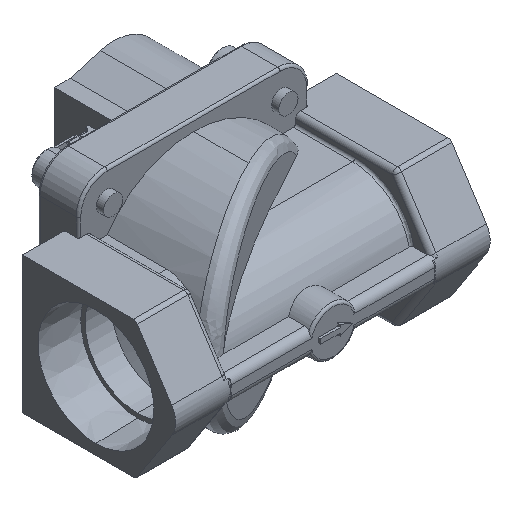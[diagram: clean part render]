
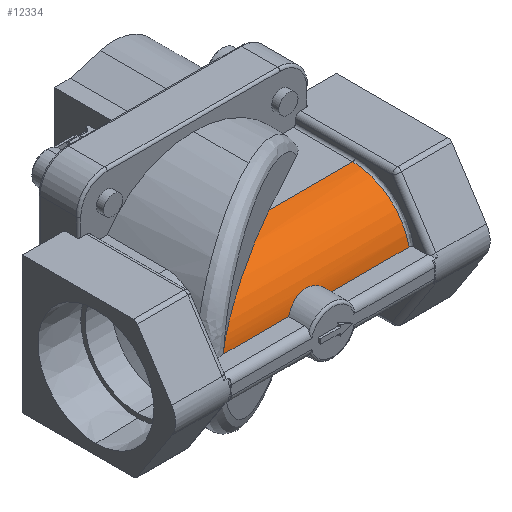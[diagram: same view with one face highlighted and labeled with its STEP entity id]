
A CAD part, isometric view. The second image highlights one B-rep face of the part: STEP entity #12334.
In plain terms, the highlighted cylindrical face has radius 24 mm (diameter 48 mm), a partial arc.
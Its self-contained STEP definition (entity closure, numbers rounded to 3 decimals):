
#133 = ORIENTED_EDGE ( 'NONE', *, *, #12171, .T. ) ;
#167 = EDGE_CURVE ( 'NONE', #6856, #13326, #5330, .T. ) ;
#471 = CARTESIAN_POINT ( 'NONE',  ( 3.461, -55.389, 9.384 ) ) ;
#710 = CARTESIAN_POINT ( 'NONE',  ( -8.66, -56.773, 5. ) ) ;
#995 = LINE ( 'NONE', #10756, #9361 ) ;
#1333 = CARTESIAN_POINT ( 'NONE',  ( -35.821, -56.656, 5.553 ) ) ;
#1353 = CARTESIAN_POINT ( 'NONE',  ( 6.782, -56.145, 7.361 ) ) ;
#1370 = VERTEX_POINT ( 'NONE', #10364 ) ;
#1472 = B_SPLINE_CURVE_WITH_KNOTS ( 'NONE', 3,
 ( #14793, #12314, #5358, #1353, #7742, #13663, #2726, #1660, #7589, #6542, #471, #10464, #1999, #9340, #15189, #15274, #7988, #10307, #3284, #6948, #6790, #11594, #10386, #4244, #1833, #11672, #4164, #9020, #9101, #15105, #12704, #710 ),
 .UNSPECIFIED., .F., .F.,
 ( 4, 2, 2, 2, 2, 2, 2, 2, 2, 2, 2, 2, 2, 2, 2, 4 ),
 ( 0., 0.003, 0.004, 0.005, 0.007, 0.007, 0.008, 0.009, 0.011, 0.013, 0.015, 0.016, 0.017, 0.018, 0.02, 0.021 ),
 .UNSPECIFIED. ) ;
#1660 = CARTESIAN_POINT ( 'NONE',  ( 4.663, -55.607, 8.857 ) ) ;
#1833 = CARTESIAN_POINT ( 'NONE',  ( -5.761, -55.863, 8.185 ) ) ;
#1999 = CARTESIAN_POINT ( 'NONE',  ( 2.835, -55.3, 9.592 ) ) ;
#2282 = CARTESIAN_POINT ( 'NONE',  ( 41.5, -33.3, 24. ) ) ;
#2359 = CARTESIAN_POINT ( 'NONE',  ( -8.66, -56.773, 5. ) ) ;
#2367 = CARTESIAN_POINT ( 'NONE',  ( -13.496, -44.413, 24. ) ) ;
#2726 = CARTESIAN_POINT ( 'NONE',  ( 5.409, -55.775, 8.422 ) ) ;
#3099 = DIRECTION ( 'NONE',  ( 1., 0., 0. ) ) ;
#3173 = CARTESIAN_POINT ( 'NONE',  ( -42.5, -56.773, 5. ) ) ;
#3263 = VERTEX_POINT ( 'NONE', #4264 ) ;
#3284 = CARTESIAN_POINT ( 'NONE',  ( -1.751, -55.171, 9.885 ) ) ;
#3670 = CARTESIAN_POINT ( 'NONE',  ( -36.091, -56.773, 5. ) ) ;
#4080 = DIRECTION ( 'NONE',  ( -1., 0., 0. ) ) ;
#4110 = DIRECTION ( 'NONE',  ( -1., 0., 0. ) ) ;
#4164 = CARTESIAN_POINT ( 'NONE',  ( -6.771, -56.142, 7.371 ) ) ;
#4244 = CARTESIAN_POINT ( 'NONE',  ( -5.396, -55.772, 8.43 ) ) ;
#4264 = CARTESIAN_POINT ( 'NONE',  ( 41.5, -56.773, 5. ) ) ;
#4796 = AXIS2_PLACEMENT_3D ( 'NONE', #7689, #10091, #10334 ) ;
#5275 = LINE ( 'NONE', #15026, #13714 ) ;
#5330 =( BOUNDED_CURVE ( )  B_SPLINE_CURVE ( 3, ( #5963, #2367, #9399, #15717 ),
 .UNSPECIFIED., .F., .F. ) 
 B_SPLINE_CURVE_WITH_KNOTS ( ( 4, 4 ),
 ( 4.712, 6.003 ),
 .UNSPECIFIED. ) 
 CURVE ( )  GEOMETRIC_REPRESENTATION_ITEM ( )  RATIONAL_B_SPLINE_CURVE ( ( 1., 0.866, 0.866, 1. ) ) 
 REPRESENTATION_ITEM ( '' )  );
#5358 = CARTESIAN_POINT ( 'NONE',  ( 7.696, -56.428, 6.444 ) ) ;
#5681 = VERTEX_POINT ( 'NONE', #2282 ) ;
#5963 = CARTESIAN_POINT ( 'NONE',  ( 6.747, -33.3, 24. ) ) ;
#6374 = ORIENTED_EDGE ( 'NONE', *, *, #13908, .F. ) ;
#6542 = CARTESIAN_POINT ( 'NONE',  ( 3.668, -55.423, 9.305 ) ) ;
#6660 = CARTESIAN_POINT ( 'NONE',  ( 42.5, -33.3, 0. ) ) ;
#6790 = CARTESIAN_POINT ( 'NONE',  ( -3.45, -55.385, 9.396 ) ) ;
#6856 = VERTEX_POINT ( 'NONE', #10888 ) ;
#6948 = CARTESIAN_POINT ( 'NONE',  ( -3.03, -55.323, 9.54 ) ) ;
#7530 = ORIENTED_EDGE ( 'NONE', *, *, #13299, .T. ) ;
#7589 = CARTESIAN_POINT ( 'NONE',  ( 4.275, -55.529, 9.051 ) ) ;
#7641 = CARTESIAN_POINT ( 'NONE',  ( -35.264, -56.364, 6.635 ) ) ;
#7689 = CARTESIAN_POINT ( 'NONE',  ( 41.5, -33.3, 0. ) ) ;
#7720 = ORIENTED_EDGE ( 'NONE', *, *, #167, .T. ) ;
#7742 = CARTESIAN_POINT ( 'NONE',  ( 6.454, -56.05, 7.651 ) ) ;
#7928 = ORIENTED_EDGE ( 'NONE', *, *, #11074, .T. ) ;
#7988 = CARTESIAN_POINT ( 'NONE',  ( 0.458, -55.118, 9.999 ) ) ;
#9020 = CARTESIAN_POINT ( 'NONE',  ( -7.38, -56.33, 6.762 ) ) ;
#9047 = CYLINDRICAL_SURFACE ( 'NONE', #14976, 24. ) ;
#9101 = CARTESIAN_POINT ( 'NONE',  ( -7.665, -56.424, 6.437 ) ) ;
#9316 = B_SPLINE_CURVE_WITH_KNOTS ( 'NONE', 3,
 ( #3670, #1333, #11247, #7641 ),
 .UNSPECIFIED., .F., .F.,
 ( 4, 4 ),
 ( 0., 0.002 ),
 .UNSPECIFIED. ) ;
#9340 = CARTESIAN_POINT ( 'NONE',  ( 2.202, -55.224, 9.764 ) ) ;
#9361 = VECTOR ( 'NONE', #15638, 1000. ) ;
#9399 = CARTESIAN_POINT ( 'NONE',  ( -29.667, -53.292, 17.316 ) ) ;
#10091 = DIRECTION ( 'NONE',  ( -1., 0., 0. ) ) ;
#10307 = CARTESIAN_POINT ( 'NONE',  ( -0.88, -55.117, 10.001 ) ) ;
#10334 = DIRECTION ( 'NONE',  ( 0., 0., 1. ) ) ;
#10364 = CARTESIAN_POINT ( 'NONE',  ( -36.091, -56.773, 5. ) ) ;
#10386 = CARTESIAN_POINT ( 'NONE',  ( -4.644, -55.603, 8.867 ) ) ;
#10464 = CARTESIAN_POINT ( 'NONE',  ( 3.045, -55.328, 9.528 ) ) ;
#10756 = CARTESIAN_POINT ( 'NONE',  ( 42.5, -56.773, 5. ) ) ;
#10826 = VERTEX_POINT ( 'NONE', #2359 ) ;
#10888 = CARTESIAN_POINT ( 'NONE',  ( 6.747, -33.3, 24. ) ) ;
#11074 = EDGE_CURVE ( 'NONE', #3263, #5681, #12700, .T. ) ;
#11122 = ORIENTED_EDGE ( 'NONE', *, *, #12778, .T. ) ;
#11247 = CARTESIAN_POINT ( 'NONE',  ( -35.545, -56.519, 6.098 ) ) ;
#11594 = CARTESIAN_POINT ( 'NONE',  ( -4.255, -55.525, 9.06 ) ) ;
#11672 = CARTESIAN_POINT ( 'NONE',  ( -6.448, -56.048, 7.656 ) ) ;
#11986 = EDGE_LOOP ( 'NONE', ( #7530, #6374, #133, #7928, #11122, #7720, #15381 ) ) ;
#12171 = EDGE_CURVE ( 'NONE', #13659, #3263, #995, .T. ) ;
#12314 = CARTESIAN_POINT ( 'NONE',  ( 8.221, -56.611, 5.761 ) ) ;
#12334 = ADVANCED_FACE ( 'NONE', ( #14101 ), #9047, .T. ) ;
#12700 = CIRCLE ( 'NONE', #4796, 24. ) ;
#12704 = CARTESIAN_POINT ( 'NONE',  ( -8.441, -56.692, 5.38 ) ) ;
#12778 = EDGE_CURVE ( 'NONE', #5681, #6856, #5275, .T. ) ;
#12897 = DIRECTION ( 'NONE',  ( 0., 0., 1. ) ) ;
#13077 = EDGE_CURVE ( 'NONE', #1370, #13326, #9316, .T. ) ;
#13211 = VECTOR ( 'NONE', #3099, 1000. ) ;
#13299 = EDGE_CURVE ( 'NONE', #1370, #10826, #14047, .T. ) ;
#13326 = VERTEX_POINT ( 'NONE', #15080 ) ;
#13659 = VERTEX_POINT ( 'NONE', #15463 ) ;
#13663 = CARTESIAN_POINT ( 'NONE',  ( 5.767, -55.864, 8.181 ) ) ;
#13714 = VECTOR ( 'NONE', #4080, 1000. ) ;
#13908 = EDGE_CURVE ( 'NONE', #13659, #10826, #1472, .T. ) ;
#14047 = LINE ( 'NONE', #3173, #13211 ) ;
#14101 = FACE_OUTER_BOUND ( 'NONE', #11986, .T. ) ;
#14793 = CARTESIAN_POINT ( 'NONE',  ( 8.66, -56.773, 5. ) ) ;
#14976 = AXIS2_PLACEMENT_3D ( 'NONE', #6660, #4110, #12897 ) ;
#15026 = CARTESIAN_POINT ( 'NONE',  ( 42.5, -33.3, 24. ) ) ;
#15080 = CARTESIAN_POINT ( 'NONE',  ( -35.264, -56.364, 6.635 ) ) ;
#15105 = CARTESIAN_POINT ( 'NONE',  ( -8.197, -56.605, 5.745 ) ) ;
#15189 = CARTESIAN_POINT ( 'NONE',  ( 1.773, -55.185, 9.851 ) ) ;
#15274 = CARTESIAN_POINT ( 'NONE',  ( 0.902, -55.132, 9.969 ) ) ;
#15381 = ORIENTED_EDGE ( 'NONE', *, *, #13077, .F. ) ;
#15463 = CARTESIAN_POINT ( 'NONE',  ( 8.66, -56.773, 5. ) ) ;
#15638 = DIRECTION ( 'NONE',  ( 1., 0., 0. ) ) ;
#15717 = CARTESIAN_POINT ( 'NONE',  ( -35.264, -56.364, 6.635 ) ) ;
